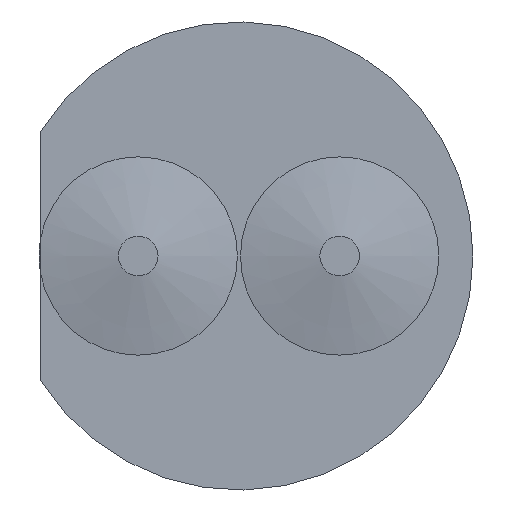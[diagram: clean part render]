
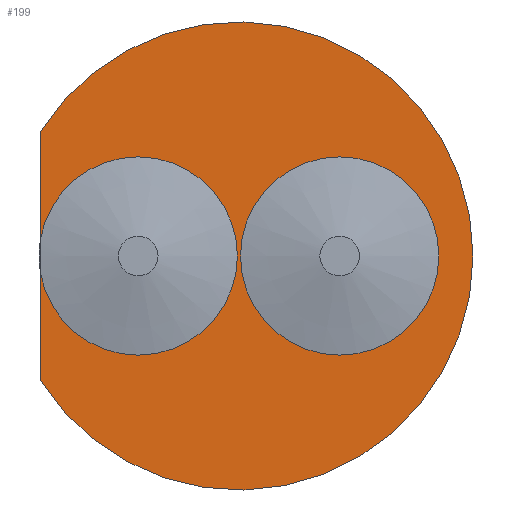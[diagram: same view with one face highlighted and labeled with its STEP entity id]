
A CAD part, front view. The second image highlights one B-rep face of the part: STEP entity #199.
In plain terms, the highlighted planar face has unit normal (0, -1, 0).
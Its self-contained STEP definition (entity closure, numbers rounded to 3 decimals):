
#17=FACE_BOUND('',#53,.T.);
#24=CIRCLE('',#237,2.95);
#26=CIRCLE('',#240,1.25);
#27=CIRCLE('',#241,1.25);
#39=FACE_OUTER_BOUND('',#52,.T.);
#52=EDGE_LOOP('',(#143,#144,#145,#146));
#53=EDGE_LOOP('',(#147));
#67=LINE('',#339,#79);
#69=LINE('',#342,#81);
#79=VECTOR('',#267,10.);
#81=VECTOR('',#269,10.);
#88=VERTEX_POINT('',#330);
#91=VERTEX_POINT('',#336);
#92=VERTEX_POINT('',#338);
#93=VERTEX_POINT('',#340);
#95=VERTEX_POINT('',#352);
#107=EDGE_CURVE('',#92,#91,#67,.T.);
#109=EDGE_CURVE('',#88,#93,#69,.T.);
#112=EDGE_CURVE('',#91,#88,#24,.T.);
#114=EDGE_CURVE('',#92,#93,#26,.T.);
#115=EDGE_CURVE('',#95,#95,#27,.T.);
#143=ORIENTED_EDGE('',*,*,#109,.T.);
#144=ORIENTED_EDGE('',*,*,#114,.F.);
#145=ORIENTED_EDGE('',*,*,#107,.T.);
#146=ORIENTED_EDGE('',*,*,#112,.T.);
#147=ORIENTED_EDGE('',*,*,#115,.F.);
#183=PLANE('',#239);
#199=ADVANCED_FACE('',(#39,#17),#183,.T.);
#237=AXIS2_PLACEMENT_3D('',#348,#278,#279);
#239=AXIS2_PLACEMENT_3D('',#350,#282,#283);
#240=AXIS2_PLACEMENT_3D('',#351,#284,#285);
#241=AXIS2_PLACEMENT_3D('',#353,#286,#287);
#267=DIRECTION('',(0.,0.,-1.));
#269=DIRECTION('',(0.,0.,-1.));
#278=DIRECTION('center_axis',(0.,-1.,0.));
#279=DIRECTION('ref_axis',(1.,0.,0.));
#282=DIRECTION('center_axis',(0.,-1.,0.));
#283=DIRECTION('ref_axis',(0.,0.,-1.));
#284=DIRECTION('center_axis',(0.,-1.,0.));
#285=DIRECTION('ref_axis',(1.,0.,0.));
#286=DIRECTION('center_axis',(0.,-1.,0.));
#287=DIRECTION('ref_axis',(1.,0.,0.));
#330=CARTESIAN_POINT('',(-2.5,-3.55,1.566));
#336=CARTESIAN_POINT('',(-2.5,-3.55,-1.566));
#338=CARTESIAN_POINT('',(-2.5,-3.55,-0.223));
#339=CARTESIAN_POINT('',(-2.5,-3.55,0.));
#340=CARTESIAN_POINT('',(-2.5,-3.55,0.223));
#342=CARTESIAN_POINT('',(-2.5,-3.55,0.));
#348=CARTESIAN_POINT('Origin',(0.,-3.55,0.));
#350=CARTESIAN_POINT('Origin',(0.,-3.55,0.));
#351=CARTESIAN_POINT('Origin',(-1.27,-3.55,0.));
#352=CARTESIAN_POINT('',(0.02,-3.55,0.));
#353=CARTESIAN_POINT('Origin',(1.27,-3.55,0.));
